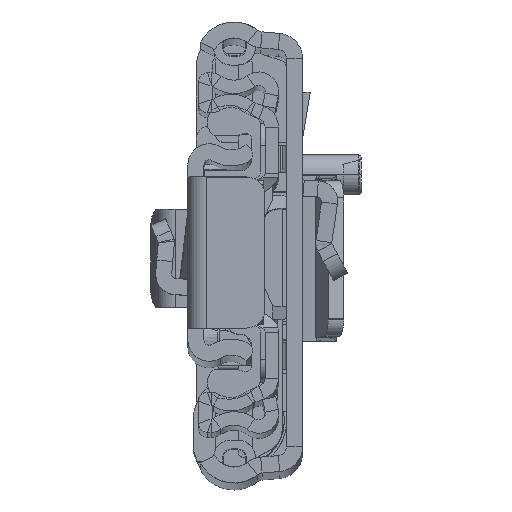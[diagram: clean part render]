
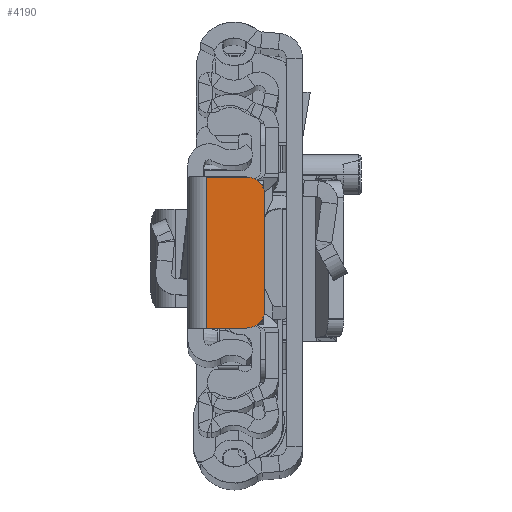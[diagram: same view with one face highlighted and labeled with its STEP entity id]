
A CAD part, top view. The second image highlights one B-rep face of the part: STEP entity #4190.
In plain terms, the highlighted planar face has unit normal (0, 0, 1).
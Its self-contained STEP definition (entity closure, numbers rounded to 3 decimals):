
#78 = AXIS2_PLACEMENT_3D ( 'NONE', #15518, #41310, #28835 ) ;
#878 = CARTESIAN_POINT ( 'NONE',  ( 0., -8.5, 0. ) ) ;
#1137 = EDGE_CURVE ( 'NONE', #2019, #33243, #18317, .T. ) ;
#2019 = VERTEX_POINT ( 'NONE', #34642 ) ;
#2705 = DIRECTION ( 'NONE',  ( 0., 0., 1. ) ) ;
#3745 = CARTESIAN_POINT ( 'NONE',  ( -8.65, 6.5, 0. ) ) ;
#3922 = ORIENTED_EDGE ( 'NONE', *, *, #25426, .T. ) ;
#4056 = VECTOR ( 'NONE', #35892, 1000. ) ;
#4190 = ADVANCED_FACE ( 'NONE', ( #28484 ), #22136, .F. ) ;
#4379 = CARTESIAN_POINT ( 'NONE',  ( -2.05, -8.5, 0. ) ) ;
#5902 = CARTESIAN_POINT ( 'NONE',  ( -6.65, -6.5, 0. ) ) ;
#6246 = EDGE_CURVE ( 'NONE', #19341, #31012, #24974, .T. ) ;
#8045 = CARTESIAN_POINT ( 'NONE',  ( -8.65, -6.5, 0. ) ) ;
#8316 = VERTEX_POINT ( 'NONE', #23516 ) ;
#9144 = CARTESIAN_POINT ( 'NONE',  ( -8.65, 0., 0. ) ) ;
#10066 = AXIS2_PLACEMENT_3D ( 'NONE', #5902, #2705, #31488 ) ;
#11685 = EDGE_CURVE ( 'NONE', #8316, #2019, #39077, .T. ) ;
#12729 = LINE ( 'NONE', #9144, #24244 ) ;
#15518 = CARTESIAN_POINT ( 'NONE',  ( -6.65, 6.5, 0. ) ) ;
#15756 = ORIENTED_EDGE ( 'NONE', *, *, #6246, .T. ) ;
#18317 = CIRCLE ( 'NONE', #78, 2. ) ;
#18764 = DIRECTION ( 'NONE',  ( 0., 0., -1. ) ) ;
#19341 = VERTEX_POINT ( 'NONE', #8045 ) ;
#19835 = LINE ( 'NONE', #32713, #41328 ) ;
#20352 = EDGE_LOOP ( 'NONE', ( #3922, #15756, #35262, #24825, #39316, #31987 ) ) ;
#21928 = CARTESIAN_POINT ( 'NONE',  ( 0., 0., 0. ) ) ;
#22136 = PLANE ( 'NONE',  #22969 ) ;
#22969 = AXIS2_PLACEMENT_3D ( 'NONE', #21928, #18764, #31449 ) ;
#23516 = CARTESIAN_POINT ( 'NONE',  ( -2.05, 8.5, 0. ) ) ;
#24244 = VECTOR ( 'NONE', #28776, 1000. ) ;
#24825 = ORIENTED_EDGE ( 'NONE', *, *, #29586, .F. ) ;
#24974 = CIRCLE ( 'NONE', #10066, 2. ) ;
#25426 = EDGE_CURVE ( 'NONE', #33243, #19341, #12729, .T. ) ;
#26638 = VECTOR ( 'NONE', #26672, 1000. ) ;
#26672 = DIRECTION ( 'NONE',  ( 1., 0., 0. ) ) ;
#28484 = FACE_OUTER_BOUND ( 'NONE', #20352, .T. ) ;
#28776 = DIRECTION ( 'NONE',  ( 0., -1., 0. ) ) ;
#28835 = DIRECTION ( 'NONE',  ( -1., 0., 0. ) ) ;
#29586 = EDGE_CURVE ( 'NONE', #8316, #41278, #19835, .T. ) ;
#29861 = LINE ( 'NONE', #878, #26638 ) ;
#31012 = VERTEX_POINT ( 'NONE', #34565 ) ;
#31449 = DIRECTION ( 'NONE',  ( -1., 0., 0. ) ) ;
#31488 = DIRECTION ( 'NONE',  ( -1., 0., 0. ) ) ;
#31987 = ORIENTED_EDGE ( 'NONE', *, *, #1137, .T. ) ;
#32713 = CARTESIAN_POINT ( 'NONE',  ( -2.05, -8.5, 0. ) ) ;
#33040 = EDGE_CURVE ( 'NONE', #31012, #41278, #29861, .T. ) ;
#33155 = CARTESIAN_POINT ( 'NONE',  ( 0., 8.5, 0. ) ) ;
#33243 = VERTEX_POINT ( 'NONE', #3745 ) ;
#34565 = CARTESIAN_POINT ( 'NONE',  ( -6.65, -8.5, 0. ) ) ;
#34642 = CARTESIAN_POINT ( 'NONE',  ( -6.65, 8.5, 0. ) ) ;
#35262 = ORIENTED_EDGE ( 'NONE', *, *, #33040, .T. ) ;
#35892 = DIRECTION ( 'NONE',  ( -1., 0., 0. ) ) ;
#39077 = LINE ( 'NONE', #33155, #4056 ) ;
#39316 = ORIENTED_EDGE ( 'NONE', *, *, #11685, .T. ) ;
#39680 = DIRECTION ( 'NONE',  ( 0., -1., 0. ) ) ;
#41278 = VERTEX_POINT ( 'NONE', #4379 ) ;
#41310 = DIRECTION ( 'NONE',  ( 0., 0., 1. ) ) ;
#41328 = VECTOR ( 'NONE', #39680, 1000. ) ;
